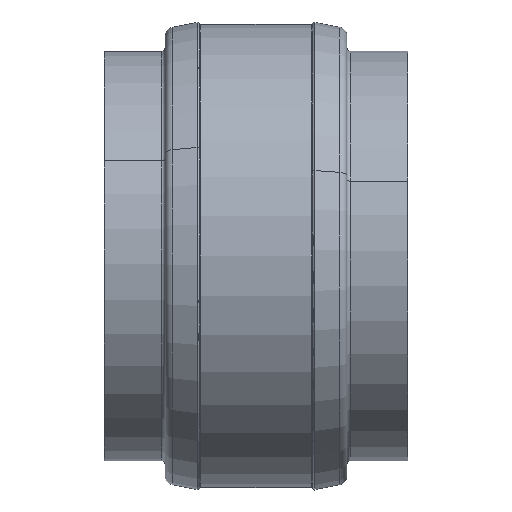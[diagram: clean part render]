
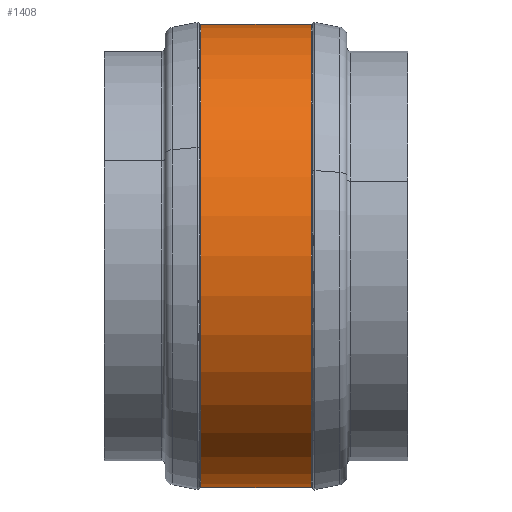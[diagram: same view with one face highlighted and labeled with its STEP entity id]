
A CAD part, front view. The second image highlights one B-rep face of the part: STEP entity #1408.
In plain terms, the highlighted cylindrical face has radius 87.312 mm (diameter 174.625 mm), a partial arc.
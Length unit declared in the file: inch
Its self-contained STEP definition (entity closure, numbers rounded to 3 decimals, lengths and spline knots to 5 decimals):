
#66 = AXIS2_PLACEMENT_3D ( 'NONE', #1138, #1139, #1140 ) ;
#129 = ORIENTED_EDGE ( 'NONE', *, *, #1244, .F. ) ;
#130 = ORIENTED_EDGE ( 'NONE', *, *, #886, .T. ) ;
#131 = ORIENTED_EDGE ( 'NONE', *, *, #1240, .T. ) ;
#132 = ORIENTED_EDGE ( 'NONE', *, *, #884, .F. ) ;
#312 = EDGE_LOOP ( 'NONE', ( #129, #130, #131, #132 ) ) ;
#501 = DIRECTION ( 'NONE',  ( -1., 0., 0. ) ) ;
#504 = FACE_OUTER_BOUND ( 'NONE', #312, .T. ) ;
#505 = CARTESIAN_POINT ( 'NONE',  ( -3.9, 0., 0. ) ) ;
#506 = CYLINDRICAL_SURFACE ( 'NONE', #602, 3.4375 ) ;
#507 = DIRECTION ( 'NONE',  ( 0., 0., 1. ) ) ;
#596 = VECTOR ( 'NONE', #1601, 39.37008 ) ;
#602 = AXIS2_PLACEMENT_3D ( 'NONE', #505, #501, #507 ) ;
#754 = VERTEX_POINT ( 'NONE', #1016 ) ;
#830 = AXIS2_PLACEMENT_3D ( 'NONE', #1132, #1133, #1134 ) ;
#842 = CIRCLE ( 'NONE', #830, 3.4375 ) ;
#847 = CIRCLE ( 'NONE', #66, 3.4375 ) ;
#884 = EDGE_CURVE ( 'NONE', #938, #754, #842, .T. ) ;
#886 = EDGE_CURVE ( 'NONE', #946, #948, #847, .T. ) ;
#938 = VERTEX_POINT ( 'NONE', #1454 ) ;
#946 = VERTEX_POINT ( 'NONE', #1478 ) ;
#948 = VERTEX_POINT ( 'NONE', #1480 ) ;
#1016 = CARTESIAN_POINT ( 'NONE',  ( -0.8189, 0., 3.4375 ) ) ;
#1132 = CARTESIAN_POINT ( 'NONE',  ( -0.8189, 0., 0. ) ) ;
#1133 = DIRECTION ( 'NONE',  ( -1., 0., 0. ) ) ;
#1134 = DIRECTION ( 'NONE',  ( 0., 0., 1. ) ) ;
#1138 = CARTESIAN_POINT ( 'NONE',  ( 0.8189, 0., 0. ) ) ;
#1139 = DIRECTION ( 'NONE',  ( -1., 0., 0. ) ) ;
#1140 = DIRECTION ( 'NONE',  ( 0., 0., 1. ) ) ;
#1240 = EDGE_CURVE ( 'NONE', #948, #754, #1582, .T. ) ;
#1244 = EDGE_CURVE ( 'NONE', #946, #938, #1597, .T. ) ;
#1289 = VECTOR ( 'NONE', #1588, 39.37008 ) ;
#1408 = ADVANCED_FACE ( 'NONE', ( #504 ), #506, .T. ) ;
#1454 = CARTESIAN_POINT ( 'NONE',  ( -0.8189, 0., -3.4375 ) ) ;
#1478 = CARTESIAN_POINT ( 'NONE',  ( 0.8189, 0., -3.4375 ) ) ;
#1480 = CARTESIAN_POINT ( 'NONE',  ( 0.8189, 0., 3.4375 ) ) ;
#1579 = CARTESIAN_POINT ( 'NONE',  ( -3.9, 0., 3.4375 ) ) ;
#1582 = LINE ( 'NONE', #1579, #1289 ) ;
#1584 = CARTESIAN_POINT ( 'NONE',  ( -3.9, 0., -3.4375 ) ) ;
#1588 = DIRECTION ( 'NONE',  ( -1., 0., 0. ) ) ;
#1597 = LINE ( 'NONE', #1584, #596 ) ;
#1601 = DIRECTION ( 'NONE',  ( -1., 0., 0. ) ) ;
